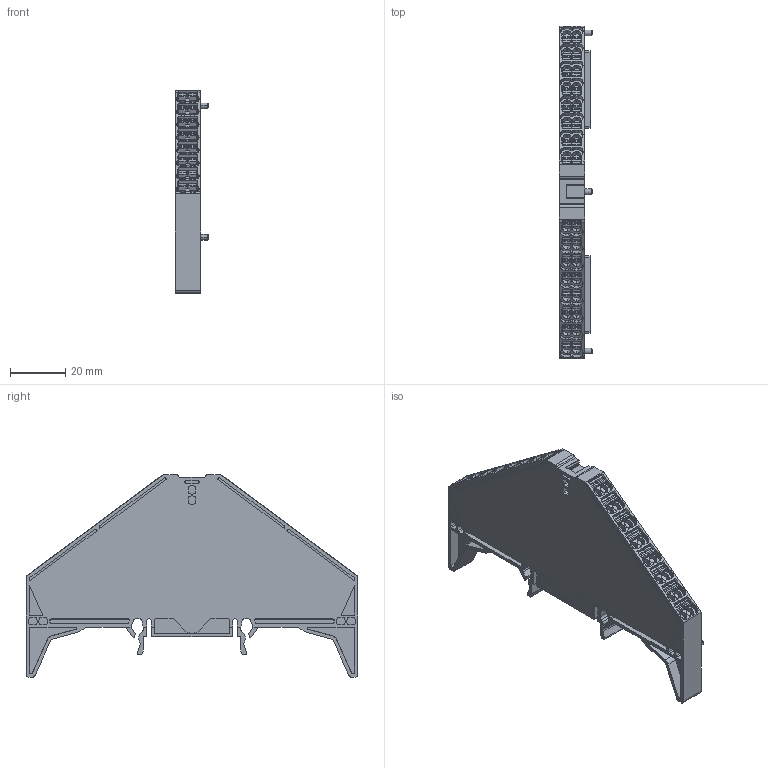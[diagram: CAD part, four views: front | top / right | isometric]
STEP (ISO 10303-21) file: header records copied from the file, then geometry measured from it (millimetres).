
FILE_DESCRIPTION(('CATIA V5 STEP Exchange','CAx-IF Rec.Pracs.--- Model Styling and Organization---1.4--- 2014-01-23'),'2;1');
FILE_NAME ('008319-2_0', '2021-03-26T07:32:09+00:00', ('none'), ('Weidmueller'), 'CATIA Version 5-6 Release 2016 SP3 HF44', 'CATIA V5 STEP AP214', 'none');
FILE_SCHEMA(('AUTOMOTIVE_DESIGN { 1 0 10303 214 1 1 1 1 }'));
Products named in the file (1): 1173900000
Bounding box: 12.2 x 120 x 73.1 mm (x, y, z)
Volume: 42743.5 mm3; surface area: 20506.4 mm2
Topology: 33 solids, 33 shells, 1873 faces, 5217 edges, 3483 vertices
Faces by surface type: plane 1199, cylinder 428, cone 244, extrusion 2
Entity records: 60220 total; most frequent: CARTESIAN_POINT 15301, ORIENTED_EDGE 10434, DIRECTION 7327, EDGE_CURVE 5217, VECTOR 3544, LINE 3542, VERTEX_POINT 3483, AXIS2_PLACEMENT_3D 2169
